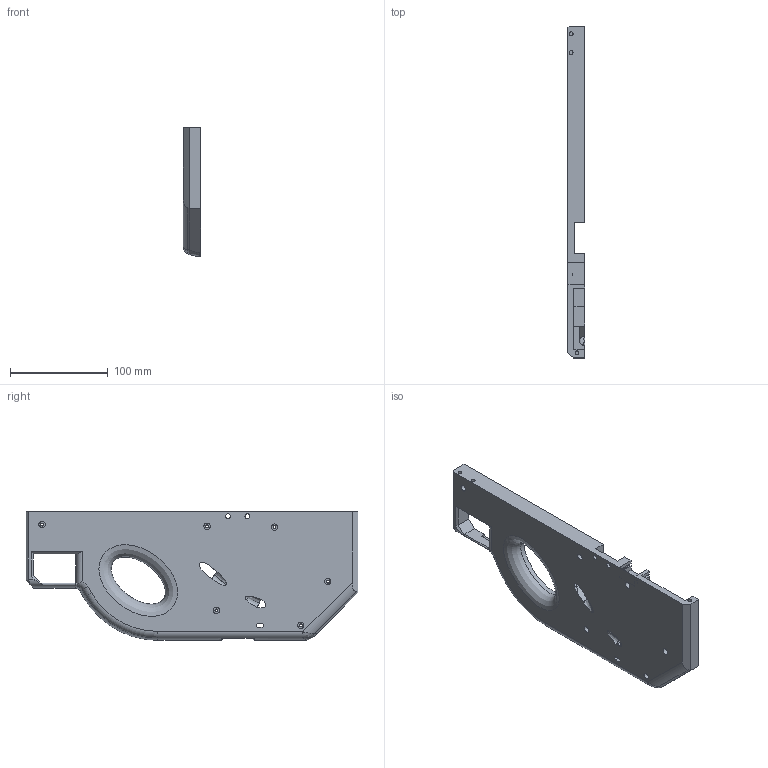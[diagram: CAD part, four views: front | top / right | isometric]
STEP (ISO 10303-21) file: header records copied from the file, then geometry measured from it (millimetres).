
FILE_DESCRIPTION(/* description */ ('STEP AP242 Edition 2','CAx-IF Rec.Pracs.---Representation and Presentation of Product Manufacturing Information (PMI)---4.0---2014-10-13','CAx-IF Rec.Pracs.---3D Tessellated Geometry---0.4---2014-09-14','2;1','CAx-IF Rec.Pracs.---User Defined Attributes---1.5---2016-08-15'),/* implementation_level */ '2;1');
FILE_NAME(/* name */ 'Paint Can parts - left',/* time_stamp */ '2026-02-12T10:54:08Z',/* author */ (''),/* organization */ (''),/* preprocessor_version */ 'ST-DEVELOPER v20',/* originating_system */ 'ONSHAPE BY PTC INC, 1.210',/* authorisation */ ' ');
FILE_SCHEMA (('AP242_MANAGED_MODEL_BASED_3D_ENGINEERING_MIM_LF { 1 0 10303 442 3 1 4 }'));
Length unit declared in the file: metre
Products named in the file (1): left
Bounding box: 17.5 x 338.86 x 131.44 mm (x, y, z)
Volume: 381056.1 mm3; surface area: 115778.7 mm2
Topology: 1 solids, 1 shells, 254 faces, 706 edges, 457 vertices
Faces by surface type: plane 151, cylinder 56, bspline 39, torus 4, cone 4
Full cylindrical faces by diameter (mm): 3 x6, 3.635 x2, 4 x3, 5 x2, 6.5 x6
Entity records: 9758 total; most frequent: CARTESIAN_POINT 3547, ORIENTED_EDGE 1350, DIRECTION 1153, EDGE_CURVE 675, VERTEX_POINT 448, LINE 433, VECTOR 433, AXIS2_PLACEMENT_3D 360
